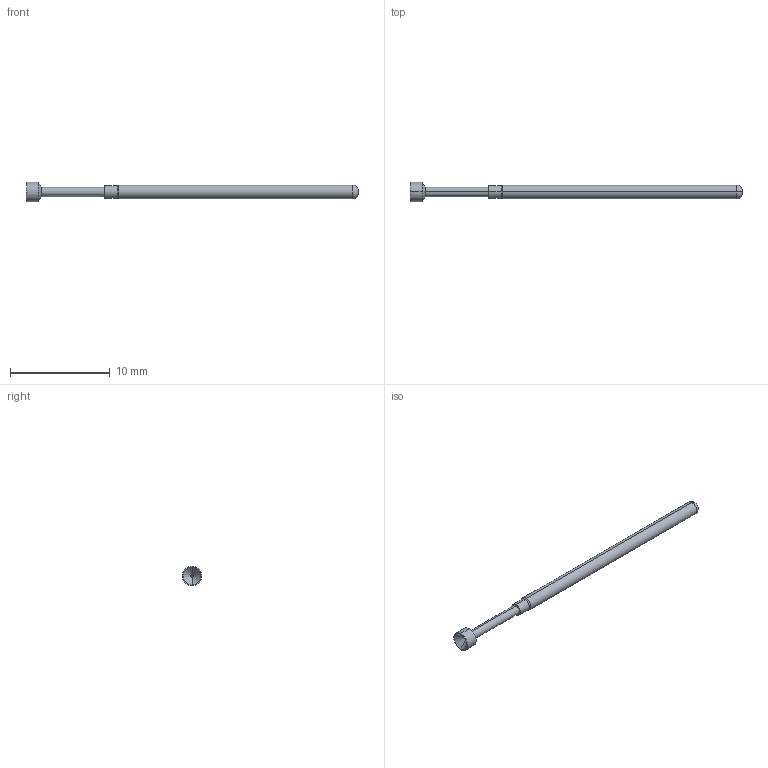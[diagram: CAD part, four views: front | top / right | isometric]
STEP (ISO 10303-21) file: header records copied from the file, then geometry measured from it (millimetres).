
FILE_DESCRIPTION (( 'STEP AP214' ), '1' );
FILE_NAME ('100-2532.STEP', '2022-01-12T21:06:19', ( '' ), ( '' ), 'SwSTEP 2.0', 'SolidWorks 2020', '' );
FILE_SCHEMA (( 'AUTOMOTIVE_DESIGN' ));
Length unit declared in the file: inch
Products named in the file (1): 100-2532
Bounding box: 33.27 x 1.96 x 1.96 mm (x, y, z)
Volume: 44.4 mm3; surface area: 142.5 mm2
Topology: 1 solids, 1 shells, 30 faces, 58 edges, 32 vertices
Faces by surface type: cone 14, cylinder 8, torus 4, plane 4
Entity records: 1149 total; most frequent: DIRECTION 156, CARTESIAN_POINT 121, ORIENTED_EDGE 116, AXIS2_PLACEMENT_3D 67, EDGE_CURVE 58, CIRCLE 36, VERTEX_POINT 32, EDGE_LOOP 32
